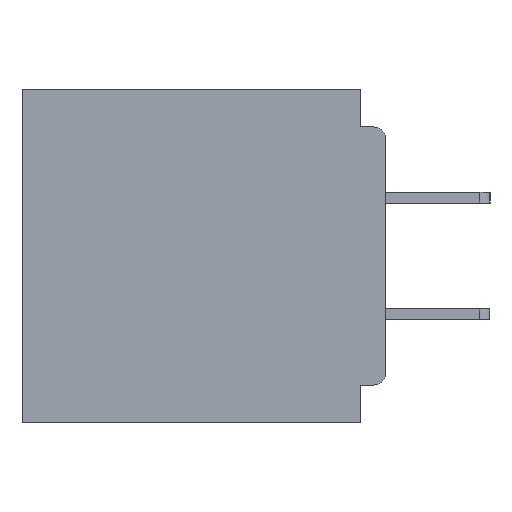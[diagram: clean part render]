
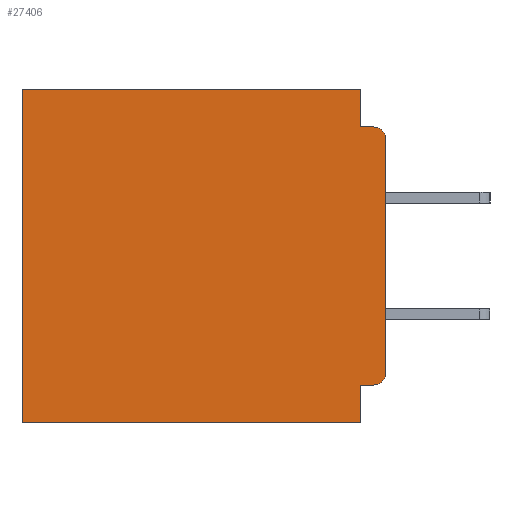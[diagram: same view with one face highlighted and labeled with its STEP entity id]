
A CAD part, left-side view. The second image highlights one B-rep face of the part: STEP entity #27406.
In plain terms, the highlighted planar face has unit normal (-1, 0, 0).
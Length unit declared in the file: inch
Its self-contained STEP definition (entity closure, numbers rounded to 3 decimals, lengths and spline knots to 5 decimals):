
#1167 = CIRCLE ( 'NONE', #45224, 0.015 ) ;
#1589 = LINE ( 'NONE', #18590, #33556 ) ;
#2107 = EDGE_CURVE ( 'NONE', #19336, #26942, #6041, .T. ) ;
#2753 = EDGE_CURVE ( 'NONE', #52290, #53028, #30098, .T. ) ;
#2791 = VERTEX_POINT ( 'NONE', #20054 ) ;
#2875 = LINE ( 'NONE', #8372, #33533 ) ;
#3266 = AXIS2_PLACEMENT_3D ( 'NONE', #37214, #20866, #49787 ) ;
#3403 = DIRECTION ( 'NONE',  ( 0., 0., -1. ) ) ;
#3418 = CARTESIAN_POINT ( 'NONE',  ( 0.3, 0., -0.355 ) ) ;
#4462 = VECTOR ( 'NONE', #12911, 39.37008 ) ;
#5321 = CARTESIAN_POINT ( 'NONE',  ( 0.3, 0.031, -0.4 ) ) ;
#6041 = LINE ( 'NONE', #15217, #15871 ) ;
#8372 = CARTESIAN_POINT ( 'NONE',  ( 0.3, 0., -0.4 ) ) ;
#9050 = ORIENTED_EDGE ( 'NONE', *, *, #2753, .T. ) ;
#9062 = EDGE_CURVE ( 'NONE', #51125, #26942, #29747, .T. ) ;
#9082 = DIRECTION ( 'NONE',  ( -1., 0., 0. ) ) ;
#9652 = DIRECTION ( 'NONE',  ( 0., 0., -1. ) ) ;
#9684 = CARTESIAN_POINT ( 'NONE',  ( 0.3, 0., -0.06 ) ) ;
#10175 = DIRECTION ( 'NONE',  ( 0., 0., -1. ) ) ;
#10843 = ORIENTED_EDGE ( 'NONE', *, *, #42161, .F. ) ;
#12241 = ORIENTED_EDGE ( 'NONE', *, *, #48043, .F. ) ;
#12911 = DIRECTION ( 'NONE',  ( 0., 0., -1. ) ) ;
#14903 = ORIENTED_EDGE ( 'NONE', *, *, #9062, .T. ) ;
#15041 = VERTEX_POINT ( 'NONE', #47318 ) ;
#15217 = CARTESIAN_POINT ( 'NONE',  ( 0.3, 0., -0.4 ) ) ;
#15322 = CARTESIAN_POINT ( 'NONE',  ( 0.3, 0.015, -0.355 ) ) ;
#15871 = VECTOR ( 'NONE', #3403, 39.37008 ) ;
#16679 = PLANE ( 'NONE',  #3266 ) ;
#18206 = ORIENTED_EDGE ( 'NONE', *, *, #2107, .F. ) ;
#18590 = CARTESIAN_POINT ( 'NONE',  ( 0.3, 0.437, -0.4 ) ) ;
#18623 = CARTESIAN_POINT ( 'NONE',  ( 0.3, 0., 0. ) ) ;
#18992 = DIRECTION ( 'NONE',  ( 0., 1., 0. ) ) ;
#19336 = VERTEX_POINT ( 'NONE', #9684 ) ;
#20054 = CARTESIAN_POINT ( 'NONE',  ( 0.3, 0.437, -0.4 ) ) ;
#20186 = CARTESIAN_POINT ( 'NONE',  ( 0.3, 0.015, -0.06 ) ) ;
#20866 = DIRECTION ( 'NONE',  ( 1., 0., 0. ) ) ;
#22764 = EDGE_CURVE ( 'NONE', #15041, #38632, #29309, .T. ) ;
#22829 = LINE ( 'NONE', #3418, #35202 ) ;
#24357 = DIRECTION ( 'NONE',  ( 0., 0., -1. ) ) ;
#24422 = EDGE_CURVE ( 'NONE', #31412, #2791, #2875, .T. ) ;
#26926 = ORIENTED_EDGE ( 'NONE', *, *, #45202, .T. ) ;
#26942 = VERTEX_POINT ( 'NONE', #42338 ) ;
#27406 = ADVANCED_FACE ( 'NONE', ( #48047 ), #16679, .F. ) ;
#27982 = VECTOR ( 'NONE', #34575, 39.37008 ) ;
#28631 = EDGE_CURVE ( 'NONE', #19336, #38632, #1167, .T. ) ;
#28921 = VERTEX_POINT ( 'NONE', #42662 ) ;
#29195 = DIRECTION ( 'NONE',  ( 0., 1., 0. ) ) ;
#29309 = LINE ( 'NONE', #46868, #27982 ) ;
#29729 = ORIENTED_EDGE ( 'NONE', *, *, #28631, .T. ) ;
#29747 = CIRCLE ( 'NONE', #41740, 0.015 ) ;
#30098 = LINE ( 'NONE', #18623, #50743 ) ;
#31127 = ORIENTED_EDGE ( 'NONE', *, *, #22764, .F. ) ;
#31412 = VERTEX_POINT ( 'NONE', #5321 ) ;
#32589 = CARTESIAN_POINT ( 'NONE',  ( 0.3, 0.015, -0.045 ) ) ;
#33315 = DIRECTION ( 'NONE',  ( 0., 1., 0. ) ) ;
#33533 = VECTOR ( 'NONE', #18992, 39.37008 ) ;
#33556 = VECTOR ( 'NONE', #10175, 39.37008 ) ;
#34056 = CARTESIAN_POINT ( 'NONE',  ( 0.3, 0.015, -0.34 ) ) ;
#34575 = DIRECTION ( 'NONE',  ( 0., -1., 0. ) ) ;
#35202 = VECTOR ( 'NONE', #33315, 39.37008 ) ;
#36483 = CARTESIAN_POINT ( 'NONE',  ( 0.3, 0.031, 0. ) ) ;
#37214 = CARTESIAN_POINT ( 'NONE',  ( 0.3, 0., -0.4 ) ) ;
#37846 = CARTESIAN_POINT ( 'NONE',  ( 0.3, 0.031, 0. ) ) ;
#38226 = DIRECTION ( 'NONE',  ( 0., 0., -1. ) ) ;
#38632 = VERTEX_POINT ( 'NONE', #32589 ) ;
#39019 = LINE ( 'NONE', #37846, #4462 ) ;
#39386 = EDGE_CURVE ( 'NONE', #28921, #31412, #43783, .T. ) ;
#41740 = AXIS2_PLACEMENT_3D ( 'NONE', #34056, #9082, #38226 ) ;
#42161 = EDGE_CURVE ( 'NONE', #52290, #15041, #39019, .T. ) ;
#42338 = CARTESIAN_POINT ( 'NONE',  ( 0.3, 0., -0.34 ) ) ;
#42662 = CARTESIAN_POINT ( 'NONE',  ( 0.3, 0.031, -0.355 ) ) ;
#43310 = EDGE_LOOP ( 'NONE', ( #18206, #29729, #31127, #10843, #9050, #26926, #51446, #49646, #12241, #14903 ) ) ;
#43783 = LINE ( 'NONE', #46897, #53337 ) ;
#45202 = EDGE_CURVE ( 'NONE', #53028, #2791, #1589, .T. ) ;
#45224 = AXIS2_PLACEMENT_3D ( 'NONE', #20186, #49123, #24357 ) ;
#45275 = CARTESIAN_POINT ( 'NONE',  ( 0.3, 0.437, 0. ) ) ;
#46868 = CARTESIAN_POINT ( 'NONE',  ( 0.3, 0., -0.045 ) ) ;
#46897 = CARTESIAN_POINT ( 'NONE',  ( 0.3, 0.031, -0.4 ) ) ;
#47318 = CARTESIAN_POINT ( 'NONE',  ( 0.3, 0.031, -0.045 ) ) ;
#48043 = EDGE_CURVE ( 'NONE', #51125, #28921, #22829, .T. ) ;
#48047 = FACE_OUTER_BOUND ( 'NONE', #43310, .T. ) ;
#49123 = DIRECTION ( 'NONE',  ( -1., 0., 0. ) ) ;
#49646 = ORIENTED_EDGE ( 'NONE', *, *, #39386, .F. ) ;
#49787 = DIRECTION ( 'NONE',  ( 0., 0., -1. ) ) ;
#50743 = VECTOR ( 'NONE', #29195, 39.37008 ) ;
#51125 = VERTEX_POINT ( 'NONE', #15322 ) ;
#51446 = ORIENTED_EDGE ( 'NONE', *, *, #24422, .F. ) ;
#52290 = VERTEX_POINT ( 'NONE', #36483 ) ;
#53028 = VERTEX_POINT ( 'NONE', #45275 ) ;
#53337 = VECTOR ( 'NONE', #9652, 39.37008 ) ;
